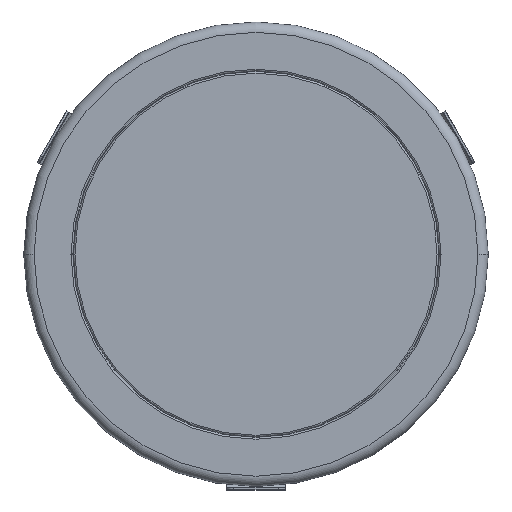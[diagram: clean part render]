
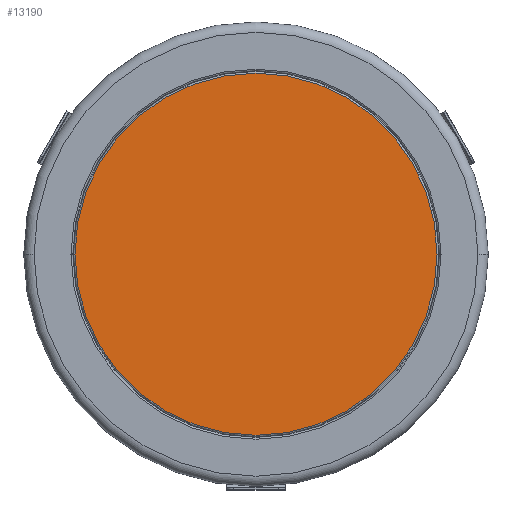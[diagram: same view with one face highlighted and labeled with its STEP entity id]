
A CAD part, top view. The second image highlights one B-rep face of the part: STEP entity #13190.
In plain terms, the highlighted planar face has unit normal (0, 0, 1).
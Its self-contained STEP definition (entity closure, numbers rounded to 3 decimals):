
#538 = EDGE_CURVE ( 'NONE', #17016, #17573, #2272, .T. ) ;
#2272 = CIRCLE ( 'NONE', #17645, 24.555 ) ;
#2993 = AXIS2_PLACEMENT_3D ( 'NONE', #12464, #19352, #8754 ) ;
#4319 = ORIENTED_EDGE ( 'NONE', *, *, #23186, .T. ) ;
#5041 = CARTESIAN_POINT ( 'NONE',  ( -24.555, 0., 8.1 ) ) ;
#6447 = CARTESIAN_POINT ( 'NONE',  ( -18.88, 18.88, 8.1 ) ) ;
#8754 = DIRECTION ( 'NONE',  ( -1., 0., 0. ) ) ;
#10294 = DIRECTION ( 'NONE',  ( -1., 0., 0. ) ) ;
#10702 = AXIS2_PLACEMENT_3D ( 'NONE', #6447, #18984, #10294 ) ;
#10732 = DIRECTION ( 'NONE',  ( 0., 0., 1. ) ) ;
#11235 = EDGE_LOOP ( 'NONE', ( #17877, #4319 ) ) ;
#12464 = CARTESIAN_POINT ( 'NONE',  ( 0., 0., 8.1 ) ) ;
#12520 = CARTESIAN_POINT ( 'NONE',  ( 24.555, 0., 8.1 ) ) ;
#13190 = ADVANCED_FACE ( 'NONE', ( #22838 ), #14703, .F. ) ;
#14703 = PLANE ( 'NONE',  #10702 ) ;
#14871 = CARTESIAN_POINT ( 'NONE',  ( 0., 0., 8.1 ) ) ;
#17016 = VERTEX_POINT ( 'NONE', #5041 ) ;
#17573 = VERTEX_POINT ( 'NONE', #12520 ) ;
#17645 = AXIS2_PLACEMENT_3D ( 'NONE', #14871, #10732, #23820 ) ;
#17877 = ORIENTED_EDGE ( 'NONE', *, *, #538, .T. ) ;
#18984 = DIRECTION ( 'NONE',  ( 0., 0., -1. ) ) ;
#19352 = DIRECTION ( 'NONE',  ( 0., 0., 1. ) ) ;
#22838 = FACE_OUTER_BOUND ( 'NONE', #11235, .T. ) ;
#23186 = EDGE_CURVE ( 'NONE', #17573, #17016, #26713, .T. ) ;
#23820 = DIRECTION ( 'NONE',  ( -1., 0., 0. ) ) ;
#26713 = CIRCLE ( 'NONE', #2993, 24.555 ) ;
